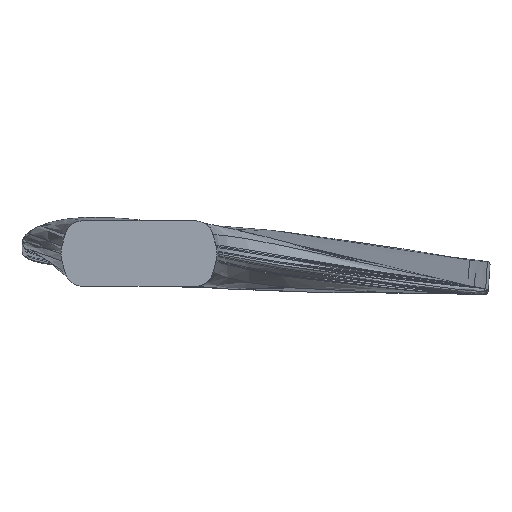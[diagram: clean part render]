
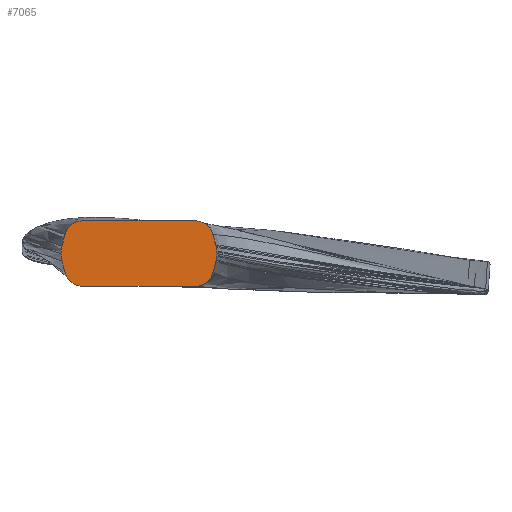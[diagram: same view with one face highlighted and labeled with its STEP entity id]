
A CAD part, left-side view. The second image highlights one B-rep face of the part: STEP entity #7065.
In plain terms, the highlighted planar face has unit normal (-1, 0, 0).
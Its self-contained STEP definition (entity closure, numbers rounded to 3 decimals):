
#6550=CARTESIAN_POINT('Vertex',(99.,-16.46,-1.553)) ;
#6590=CARTESIAN_POINT('Vertex',(99.,-16.46,1.553)) ;
#6593=CARTESIAN_POINT('Axis2P3D Location',(99.,-10.664,0.)) ;
#6597=CARTESIAN_POINT('Vertex',(99.,-16.664,0.)) ;
#6600=CARTESIAN_POINT('Axis2P3D Location',(99.,-10.664,0.)) ;
#6919=CARTESIAN_POINT('Line Origine',(99.,-16.127,2.794)) ;
#6923=CARTESIAN_POINT('Vertex',(99.,-15.794,4.035)) ;
#6953=CARTESIAN_POINT('Axis2P3D Location',(99.,0.,7.)) ;
#6958=CARTESIAN_POINT('Line Origine',(99.,-5.965,-7.)) ;
#6962=CARTESIAN_POINT('Vertex',(99.,-11.931,-7.)) ;
#6964=CARTESIAN_POINT('Vertex',(99.,0.,-7.)) ;
#6967=CARTESIAN_POINT('Axis2P3D Location',(99.,-11.931,-3.)) ;
#6971=CARTESIAN_POINT('Vertex',(99.,-15.794,-4.035)) ;
#6974=CARTESIAN_POINT('Line Origine',(99.,-16.127,-2.794)) ;
#6979=CARTESIAN_POINT('Axis2P3D Location',(99.,-11.931,3.)) ;
#6983=CARTESIAN_POINT('Vertex',(99.,-11.931,7.)) ;
#6986=CARTESIAN_POINT('Line Origine',(99.,-5.965,7.)) ;
#6990=CARTESIAN_POINT('Vertex',(99.,0.,7.)) ;
#6993=CARTESIAN_POINT('Line Origine',(99.,5.965,7.)) ;
#6997=CARTESIAN_POINT('Vertex',(99.,11.931,7.)) ;
#7000=CARTESIAN_POINT('Axis2P3D Location',(99.,11.931,3.)) ;
#7004=CARTESIAN_POINT('Vertex',(99.,15.794,4.035)) ;
#7007=CARTESIAN_POINT('Line Origine',(99.,16.127,2.794)) ;
#7011=CARTESIAN_POINT('Vertex',(99.,16.46,1.553)) ;
#7014=CARTESIAN_POINT('Axis2P3D Location',(99.,10.664,0.)) ;
#7018=CARTESIAN_POINT('Vertex',(99.,16.664,0.)) ;
#7021=CARTESIAN_POINT('Axis2P3D Location',(99.,10.664,0.)) ;
#7025=CARTESIAN_POINT('Vertex',(99.,16.46,-1.553)) ;
#7028=CARTESIAN_POINT('Line Origine',(99.,16.127,-2.794)) ;
#7032=CARTESIAN_POINT('Vertex',(99.,15.794,-4.035)) ;
#7035=CARTESIAN_POINT('Axis2P3D Location',(99.,11.931,-3.)) ;
#7039=CARTESIAN_POINT('Vertex',(99.,11.931,-7.)) ;
#7042=CARTESIAN_POINT('Line Origine',(99.,5.965,-7.)) ;
#6594=DIRECTION('Axis2P3D Direction',(1.,0.,0.)) ;
#6601=DIRECTION('Axis2P3D Direction',(1.,0.,0.)) ;
#6920=DIRECTION('Vector Direction',(0.,-0.259,-0.966)) ;
#6954=DIRECTION('Axis2P3D Direction',(1.,0.,0.)) ;
#6955=DIRECTION('Axis2P3D XDirection',(0.,1.,0.)) ;
#6959=DIRECTION('Vector Direction',(0.,1.,0.)) ;
#6968=DIRECTION('Axis2P3D Direction',(1.,0.,0.)) ;
#6975=DIRECTION('Vector Direction',(0.,-0.259,0.966)) ;
#6980=DIRECTION('Axis2P3D Direction',(1.,0.,0.)) ;
#6987=DIRECTION('Vector Direction',(0.,1.,0.)) ;
#6994=DIRECTION('Vector Direction',(0.,-1.,0.)) ;
#7001=DIRECTION('Axis2P3D Direction',(1.,0.,0.)) ;
#7008=DIRECTION('Vector Direction',(0.,0.259,-0.966)) ;
#7015=DIRECTION('Axis2P3D Direction',(1.,0.,0.)) ;
#7022=DIRECTION('Axis2P3D Direction',(1.,0.,0.)) ;
#7029=DIRECTION('Vector Direction',(0.,0.259,0.966)) ;
#7036=DIRECTION('Axis2P3D Direction',(1.,0.,0.)) ;
#7043=DIRECTION('Vector Direction',(0.,-1.,0.)) ;
#6595=AXIS2_PLACEMENT_3D('Circle Axis2P3D',#6593,#6594,$) ;
#6602=AXIS2_PLACEMENT_3D('Circle Axis2P3D',#6600,#6601,$) ;
#6956=AXIS2_PLACEMENT_3D('Plane Axis2P3D',#6953,#6954,#6955) ;
#6969=AXIS2_PLACEMENT_3D('Circle Axis2P3D',#6967,#6968,$) ;
#6981=AXIS2_PLACEMENT_3D('Circle Axis2P3D',#6979,#6980,$) ;
#7002=AXIS2_PLACEMENT_3D('Circle Axis2P3D',#7000,#7001,$) ;
#7016=AXIS2_PLACEMENT_3D('Circle Axis2P3D',#7014,#7015,$) ;
#7023=AXIS2_PLACEMENT_3D('Circle Axis2P3D',#7021,#7022,$) ;
#7037=AXIS2_PLACEMENT_3D('Circle Axis2P3D',#7035,#7036,$) ;
#7048=ORIENTED_EDGE('',*,*,#6966,.F.) ;
#7049=ORIENTED_EDGE('',*,*,#6973,.F.) ;
#7050=ORIENTED_EDGE('',*,*,#6978,.T.) ;
#7051=ORIENTED_EDGE('',*,*,#6604,.F.) ;
#7052=ORIENTED_EDGE('',*,*,#6599,.F.) ;
#7053=ORIENTED_EDGE('',*,*,#6925,.F.) ;
#7054=ORIENTED_EDGE('',*,*,#6985,.F.) ;
#7055=ORIENTED_EDGE('',*,*,#6992,.T.) ;
#7056=ORIENTED_EDGE('',*,*,#6999,.F.) ;
#7057=ORIENTED_EDGE('',*,*,#7006,.F.) ;
#7058=ORIENTED_EDGE('',*,*,#7013,.T.) ;
#7059=ORIENTED_EDGE('',*,*,#7020,.F.) ;
#7060=ORIENTED_EDGE('',*,*,#7027,.F.) ;
#7061=ORIENTED_EDGE('',*,*,#7034,.F.) ;
#7062=ORIENTED_EDGE('',*,*,#7041,.F.) ;
#7063=ORIENTED_EDGE('',*,*,#7046,.T.) ;
#6921=VECTOR('Line Direction',#6920,1.) ;
#6960=VECTOR('Line Direction',#6959,1.) ;
#6976=VECTOR('Line Direction',#6975,1.) ;
#6988=VECTOR('Line Direction',#6987,1.) ;
#6995=VECTOR('Line Direction',#6994,1.) ;
#7009=VECTOR('Line Direction',#7008,1.) ;
#7030=VECTOR('Line Direction',#7029,1.) ;
#7044=VECTOR('Line Direction',#7043,1.) ;
#7065=ADVANCED_FACE('Fl\X2\00E4\X0\che.3',(#7064),#6957,.F.) ;
#6596=CIRCLE('generated circle',#6595,6.) ;
#6603=CIRCLE('generated circle',#6602,6.) ;
#6970=CIRCLE('generated circle',#6969,4.) ;
#6982=CIRCLE('generated circle',#6981,4.) ;
#7003=CIRCLE('generated circle',#7002,4.) ;
#7017=CIRCLE('generated circle',#7016,6.) ;
#7024=CIRCLE('generated circle',#7023,6.) ;
#7038=CIRCLE('generated circle',#7037,4.) ;
#6599=EDGE_CURVE('',#6591,#6598,#6596,.T.) ;
#6604=EDGE_CURVE('',#6598,#6551,#6603,.T.) ;
#6925=EDGE_CURVE('',#6924,#6591,#6922,.T.) ;
#6966=EDGE_CURVE('',#6963,#6965,#6961,.T.) ;
#6973=EDGE_CURVE('',#6972,#6963,#6970,.T.) ;
#6978=EDGE_CURVE('',#6972,#6551,#6977,.T.) ;
#6985=EDGE_CURVE('',#6984,#6924,#6982,.T.) ;
#6992=EDGE_CURVE('',#6984,#6991,#6989,.T.) ;
#6999=EDGE_CURVE('',#6998,#6991,#6996,.T.) ;
#7006=EDGE_CURVE('',#7005,#6998,#7003,.T.) ;
#7013=EDGE_CURVE('',#7005,#7012,#7010,.T.) ;
#7020=EDGE_CURVE('',#7019,#7012,#7017,.T.) ;
#7027=EDGE_CURVE('',#7026,#7019,#7024,.T.) ;
#7034=EDGE_CURVE('',#7033,#7026,#7031,.T.) ;
#7041=EDGE_CURVE('',#7040,#7033,#7038,.T.) ;
#7046=EDGE_CURVE('',#7040,#6965,#7045,.T.) ;
#7047=EDGE_LOOP('',(#7048,#7049,#7050,#7051,#7052,#7053,#7054,#7055,#7056,#7057,#7058,#7059,#7060,#7061,#7062,#7063)) ;
#7064=FACE_OUTER_BOUND('',#7047,.T.) ;
#6922=LINE('Line',#6919,#6921) ;
#6961=LINE('Line',#6958,#6960) ;
#6977=LINE('Line',#6974,#6976) ;
#6989=LINE('Line',#6986,#6988) ;
#6996=LINE('Line',#6993,#6995) ;
#7010=LINE('Line',#7007,#7009) ;
#7031=LINE('Line',#7028,#7030) ;
#7045=LINE('Line',#7042,#7044) ;
#6957=PLANE('',#6956) ;
#6551=VERTEX_POINT('',#6550) ;
#6591=VERTEX_POINT('',#6590) ;
#6598=VERTEX_POINT('',#6597) ;
#6924=VERTEX_POINT('',#6923) ;
#6963=VERTEX_POINT('',#6962) ;
#6965=VERTEX_POINT('',#6964) ;
#6972=VERTEX_POINT('',#6971) ;
#6984=VERTEX_POINT('',#6983) ;
#6991=VERTEX_POINT('',#6990) ;
#6998=VERTEX_POINT('',#6997) ;
#7005=VERTEX_POINT('',#7004) ;
#7012=VERTEX_POINT('',#7011) ;
#7019=VERTEX_POINT('',#7018) ;
#7026=VERTEX_POINT('',#7025) ;
#7033=VERTEX_POINT('',#7032) ;
#7040=VERTEX_POINT('',#7039) ;
